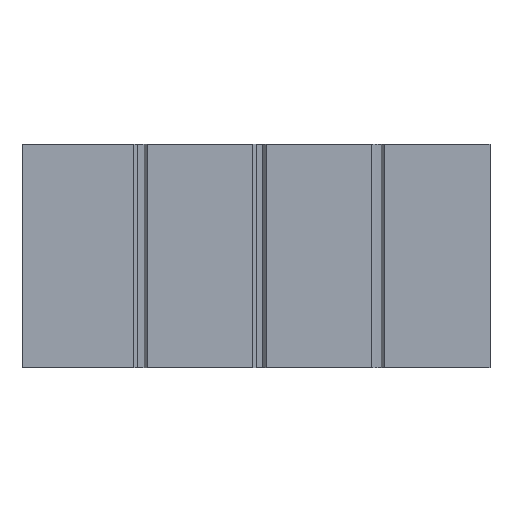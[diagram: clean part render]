
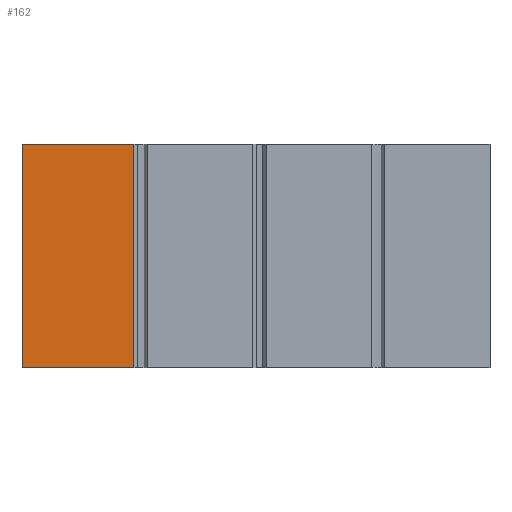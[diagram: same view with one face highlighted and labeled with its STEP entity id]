
A CAD part, top view. The second image highlights one B-rep face of the part: STEP entity #162.
In plain terms, the highlighted planar face has unit normal (0, 0, 1).
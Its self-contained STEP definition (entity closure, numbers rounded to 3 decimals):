
#162=ADVANCED_FACE('',(#198),#180,.T.);
#180=PLANE('',#507);
#198=FACE_OUTER_BOUND('',#216,.T.);
#216=EDGE_LOOP('',(#237,#238,#239,#240));
#237=ORIENTED_EDGE('',*,*,#365,.F.);
#238=ORIENTED_EDGE('',*,*,#364,.F.);
#239=ORIENTED_EDGE('',*,*,#366,.T.);
#240=ORIENTED_EDGE('',*,*,#367,.T.);
#330=VERTEX_POINT('',#613);
#332=VERTEX_POINT('',#617);
#333=VERTEX_POINT('',#621);
#334=VERTEX_POINT('',#623);
#364=EDGE_CURVE('',#332,#330,#412,.T.);
#365=EDGE_CURVE('',#330,#333,#413,.T.);
#366=EDGE_CURVE('',#332,#334,#414,.T.);
#367=EDGE_CURVE('',#334,#333,#415,.T.);
#412=LINE('',#618,#460);
#413=LINE('',#620,#461);
#414=LINE('',#622,#462);
#415=LINE('',#624,#463);
#460=VECTOR('',#529,1.);
#461=VECTOR('',#532,1.);
#462=VECTOR('',#533,1.);
#463=VECTOR('',#534,1.);
#507=AXIS2_PLACEMENT_3D('',#625,#535,#536);
#529=DIRECTION('',(0.,1.,0.));
#532=DIRECTION('',(1.,0.,0.));
#533=DIRECTION('',(1.,0.,0.));
#534=DIRECTION('',(0.,1.,0.));
#535=DIRECTION('',(0.,0.,1.));
#536=DIRECTION('',(1.,0.,0.));
#613=CARTESIAN_POINT('',(-26.5,0.,1.1));
#617=CARTESIAN_POINT('',(-26.5,-50.,1.1));
#618=CARTESIAN_POINT('',(-26.5,-50.,1.1));
#620=CARTESIAN_POINT('',(-26.5,0.,1.1));
#621=CARTESIAN_POINT('',(-1.5,0.,1.1));
#622=CARTESIAN_POINT('',(-26.5,-50.,1.1));
#623=CARTESIAN_POINT('',(-1.5,-50.,1.1));
#624=CARTESIAN_POINT('',(-1.5,-50.,1.1));
#625=CARTESIAN_POINT('',(-26.5,-50.,1.1));
